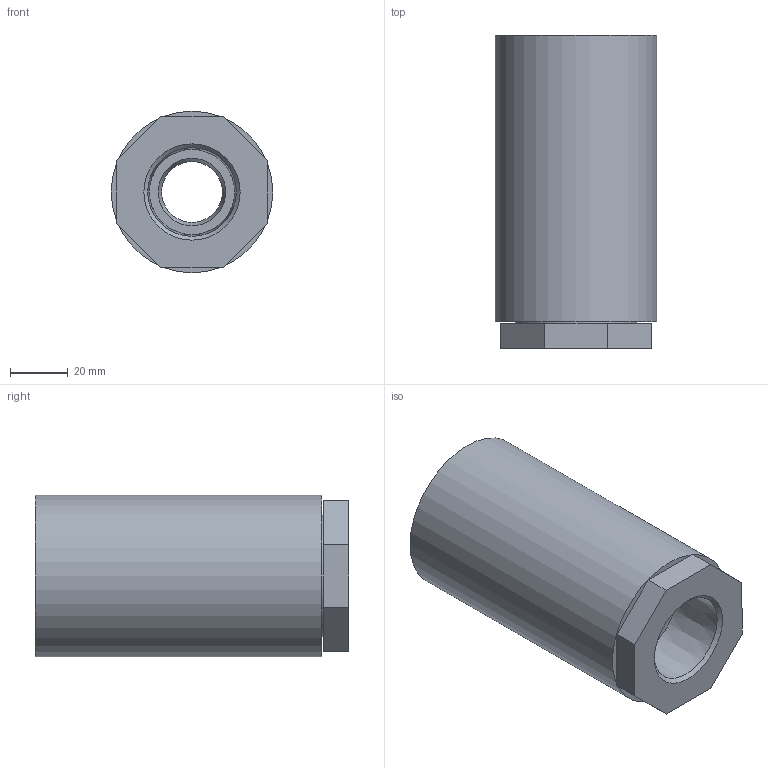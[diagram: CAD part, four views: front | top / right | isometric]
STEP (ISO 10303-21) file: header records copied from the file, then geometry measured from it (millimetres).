
FILE_DESCRIPTION((''),'2;1');
FILE_NAME('AV-100-CPVC_R0.stp','2023-06-15T09:05:23',('Engineering'),(''),'Autodesk Inventor 2009','Autodesk Inventor 2009','');
FILE_SCHEMA(('AUTOMOTIVE_DESIGN { 1 0 10303 214 1 1 1 1 }'));
Length unit declared in the file: inch
Products named in the file (3): AV-100-CPVC_R0; AV-1P-100NPT_R0; BUSHING_125X100SPGNPT_R0
Assembly tree (2 placements, depth 2):
  AV-100-CPVC_R0
    AV-1P-100NPT_R0
    BUSHING_125X100SPGNPT_R0
Bounding box: 55.88 x 108.33 x 55.88 mm (x, y, z)
Volume: 177245.8 mm3; surface area: 45086.4 mm2
Topology: 2 solids, 2 shells, 31 faces, 60 edges, 38 vertices
Faces by surface type: plane 17, cone 8, cylinder 6
Full cylindrical faces by diameter (mm): 21.031 x1, 23.368 x1, 31.496 x1, 38.1 x1, 42.164 x1, 55.88 x1
Entity records: 814 total; most frequent: DIRECTION 140, CARTESIAN_POINT 120, ORIENTED_EDGE 92, AXIS2_PLACEMENT_3D 58, EDGE_LOOP 54, EDGE_CURVE 46, VERTEX_POINT 38, FACE_OUTER_BOUND 31
